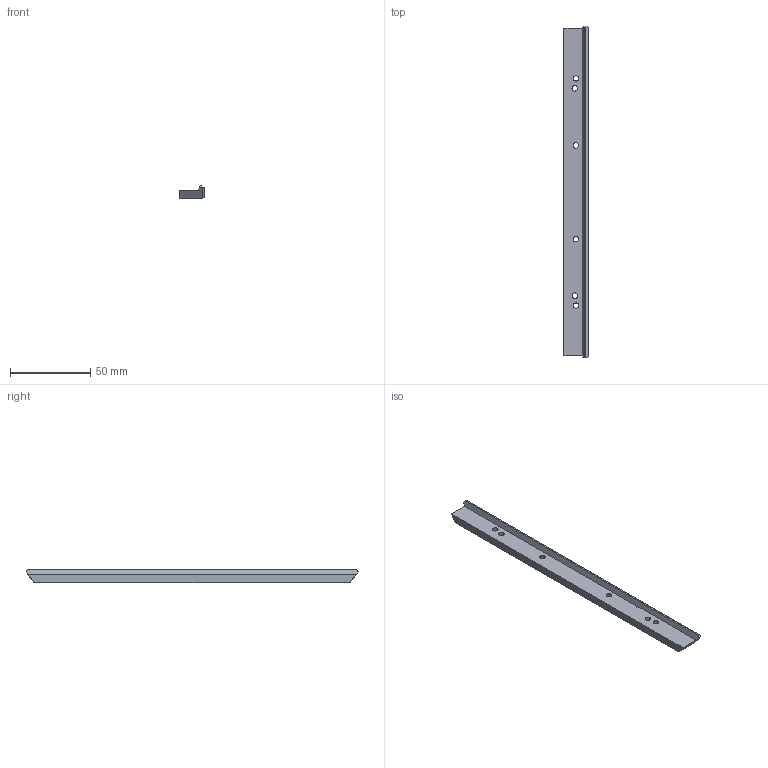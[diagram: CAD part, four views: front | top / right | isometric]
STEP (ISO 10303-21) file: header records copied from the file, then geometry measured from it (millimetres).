
FILE_DESCRIPTION(/* description */ (''),/* implementation_level */ '2;1');
FILE_NAME(/* name */ 'Center_Skirt_Accent v2 v2.step',/* time_stamp */ '2025-06-26T19:29:43+01:00',/* author */ (''),/* organization */ (''),/* preprocessor_version */ 'ST-DEVELOPER v20.1',/* originating_system */ 'Autodesk Translation Framework v14.10.0.0',/* authorisation */ '');
FILE_SCHEMA (('AUTOMOTIVE_DESIGN { 1 0 10303 214 3 1 1 }'));
Length unit declared in the file: millimetre
Products named in the file (1): Center_Skirt_Accent
Bounding box: 15.03 x 206.5 x 8.4 mm (x, y, z)
Volume: 16463.1 mm3; surface area: 9335.1 mm2
Topology: 1 solids, 2 shells, 38 faces, 102 edges, 68 vertices
Faces by surface type: plane 27, cylinder 11
Full cylindrical faces by diameter (mm): 3.4 x11
Entity records: 1250 total; most frequent: CARTESIAN_POINT 209, ORIENTED_EDGE 204, DIRECTION 202, EDGE_CURVE 102, LINE 80, VECTOR 80, VERTEX_POINT 68, AXIS2_PLACEMENT_3D 61
